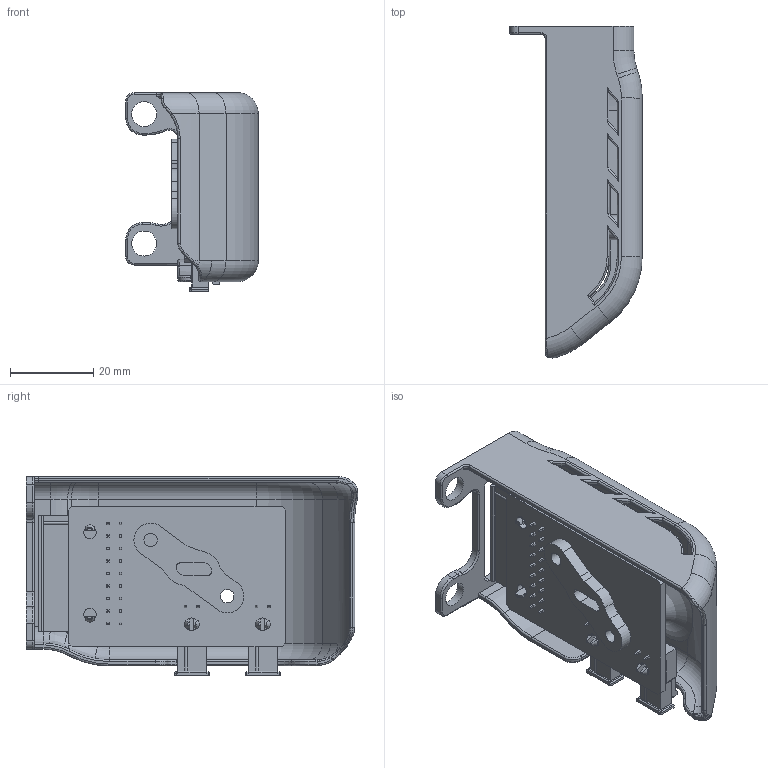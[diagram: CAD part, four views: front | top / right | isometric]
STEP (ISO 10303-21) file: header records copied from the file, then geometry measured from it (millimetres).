
FILE_DESCRIPTION(/* description */ (''),/* implementation_level */ '2;1');
FILE_NAME(/* name */ 'Toolhead PCB v1.1 v49.step',/* time_stamp */ '2022-07-30T01:45:46+02:00',/* author */ (''),/* organization */ (''),/* preprocessor_version */ 'ST-DEVELOPER v19',/* originating_system */ 'Autodesk Translation Framework v11.7.0.108',/* authorisation */ '');
FILE_SCHEMA (('AUTOMOTIVE_DESIGN { 1 0 10303 214 3 1 1 }'));
Length unit declared in the file: millimetre
Products named in the file (12): Toolhead PCB v1.1; Toolhead; PCB; Adaptor; Components molex; 430451800; 436500200; 436450200; 430251800; Components jst-xh; Cover; Spacer
Assembly tree (13 placements, depth 4):
  Toolhead PCB v1.1
    Toolhead
      PCB
      Adaptor
      Components molex
        430451800
        436500200  x2
        436450200  x2
        430251800
      Components jst-xh
      Cover
        Spacer
Bounding box: 31.73 x 79.52 x 47.6 mm (x, y, z)
Volume: 17438.6 mm3; surface area: 26046.6 mm2
Topology: 10 solids, 10 shells, 1768 faces, 4420 edges, 2798 vertices
Faces by surface type: plane 1494, cylinder 186, torus 46, bspline 32, cone 6, sphere 4
Full cylindrical faces by diameter (mm): 3 x4, 3.2 x6, 6 x4
Entity records: 47282 total; most frequent: CARTESIAN_POINT 9139, ORIENTED_EDGE 7908, DIRECTION 7435, EDGE_CURVE 3954, LINE 3495, VECTOR 3495, VERTEX_POINT 2500, AXIS2_PLACEMENT_3D 1970
